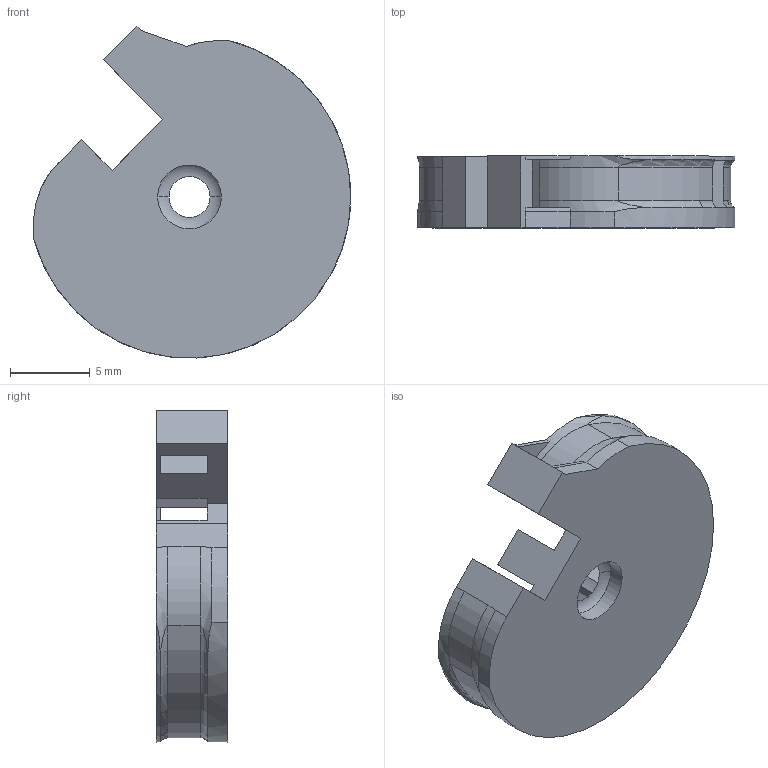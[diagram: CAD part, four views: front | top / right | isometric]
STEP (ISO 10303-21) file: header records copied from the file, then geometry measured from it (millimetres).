
FILE_DESCRIPTION (( 'STEP AP203' ), '1' );
FILE_NAME ('Servo Spool D5 L.STEP', '2017-08-02T03:03:51', ( '' ), ( '' ), 'SwSTEP 2.0', 'SolidWorks 2016', '' );
FILE_SCHEMA (( 'CONFIG_CONTROL_DESIGN' ));
Length unit declared in the file: millimetre
Products named in the file (1): Servo Spool D5 L
Bounding box: 19.92 x 4.5 x 20.83 mm (x, y, z)
Volume: 843.7 mm3; surface area: 1200.5 mm2
Topology: 1 solids, 1 shells, 73 faces, 206 edges, 130 vertices
Faces by surface type: plane 35, cylinder 20, bspline 9, torus 9
Entity records: 2837 total; most frequent: CARTESIAN_POINT 922, ORIENTED_EDGE 412, DIRECTION 352, EDGE_CURVE 206, VERTEX_POINT 130, AXIS2_PLACEMENT_3D 118, VECTOR 116, LINE 116
